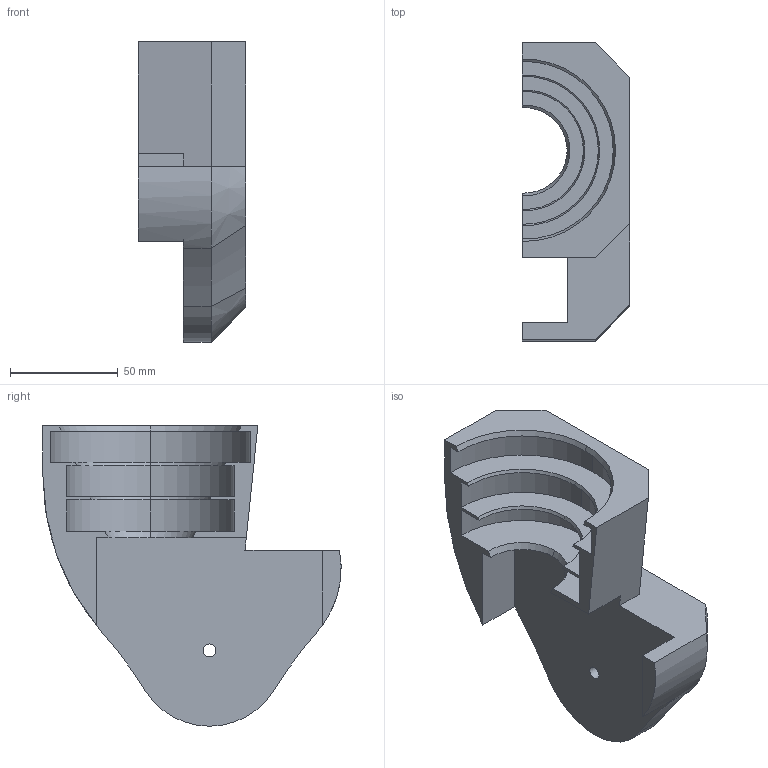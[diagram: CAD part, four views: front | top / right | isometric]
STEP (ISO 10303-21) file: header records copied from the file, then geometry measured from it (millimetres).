
FILE_DESCRIPTION(('FreeCAD Model'),'2;1');
FILE_NAME('OptomaAdaptor.step','2015-04-15T13:56:26',('Author'),(''), 'Open CASCADE STEP processor 6.8','FreeCAD','Unknown');
FILE_SCHEMA(('AUTOMOTIVE_DESIGN_CC2 { 1 2 10303 214 -1 1 5 4 }'));
Length unit declared in the file: millimetre
Products named in the file (1): OptomaAdaptor
Bounding box: 50 x 138.73 x 139.76 mm (x, y, z)
Volume: 319433.1 mm3; surface area: 52049.2 mm2
Topology: 1 solids, 1 shells, 45 faces, 125 edges, 82 vertices
Faces by surface type: plane 20, cone 13, cylinder 12
Full cylindrical faces by diameter (mm): 6 x1
Entity records: 3110 total; most frequent: CARTESIAN_POINT 695, DIRECTION 433, ORIENTED_EDGE 250, PCURVE 250, DEFINITIONAL_REPRESENTATION 250, LINE 193, VECTOR 193, EDGE_CURVE 125
